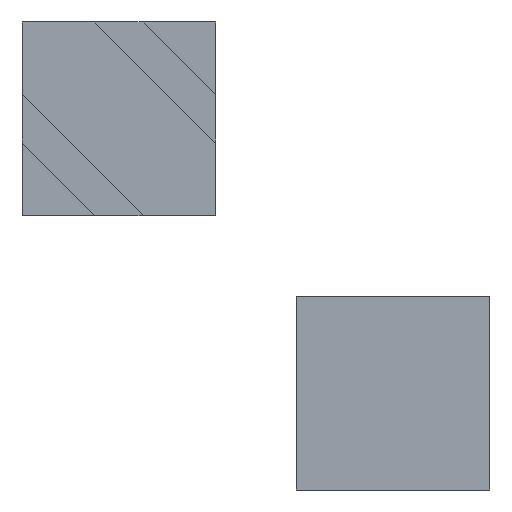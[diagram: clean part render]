
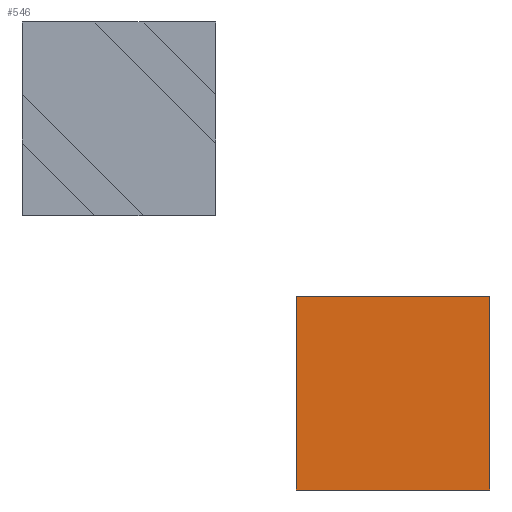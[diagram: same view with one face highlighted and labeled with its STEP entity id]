
A CAD part, front view. The second image highlights one B-rep face of the part: STEP entity #546.
In plain terms, the highlighted planar face has unit normal (0, -1, 0).
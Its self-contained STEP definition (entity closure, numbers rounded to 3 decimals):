
#54=FACE_OUTER_BOUND('',#82,.T.);
#82=EDGE_LOOP('',(#487,#488,#489,#490));
#148=LINE('',#881,#220);
#151=LINE('',#886,#223);
#153=LINE('',#890,#225);
#154=LINE('',#892,#226);
#220=VECTOR('',#724,10.);
#223=VECTOR('',#729,10.);
#225=VECTOR('',#733,10.);
#226=VECTOR('',#736,10.);
#271=VERTEX_POINT('',#878);
#272=VERTEX_POINT('',#880);
#273=VERTEX_POINT('',#884);
#274=VERTEX_POINT('',#888);
#340=EDGE_CURVE('',#271,#272,#148,.T.);
#343=EDGE_CURVE('',#271,#273,#151,.T.);
#345=EDGE_CURVE('',#274,#273,#153,.T.);
#346=EDGE_CURVE('',#272,#274,#154,.T.);
#487=ORIENTED_EDGE('',*,*,#343,.T.);
#488=ORIENTED_EDGE('',*,*,#345,.F.);
#489=ORIENTED_EDGE('',*,*,#346,.F.);
#490=ORIENTED_EDGE('',*,*,#340,.F.);
#518=PLANE('',#602);
#546=ADVANCED_FACE('',(#54),#518,.F.);
#602=AXIS2_PLACEMENT_3D('',#893,#737,#738);
#724=DIRECTION('',(1.,0.,0.));
#729=DIRECTION('',(0.,0.,-1.));
#733=DIRECTION('',(-1.,0.,0.));
#736=DIRECTION('',(0.,0.,-1.));
#737=DIRECTION('center_axis',(0.,1.,0.));
#738=DIRECTION('ref_axis',(0.,0.,1.));
#878=CARTESIAN_POINT('',(-120.,-10.,270.));
#880=CARTESIAN_POINT('',(0.,-10.,270.));
#881=CARTESIAN_POINT('',(-60.,-10.,270.));
#884=CARTESIAN_POINT('',(-120.,-10.,150.));
#886=CARTESIAN_POINT('',(-120.,-10.,210.));
#888=CARTESIAN_POINT('',(0.,-10.,150.));
#890=CARTESIAN_POINT('',(-60.,-10.,150.));
#892=CARTESIAN_POINT('',(0.,-10.,210.));
#893=CARTESIAN_POINT('Origin',(-60.,-10.,210.));
